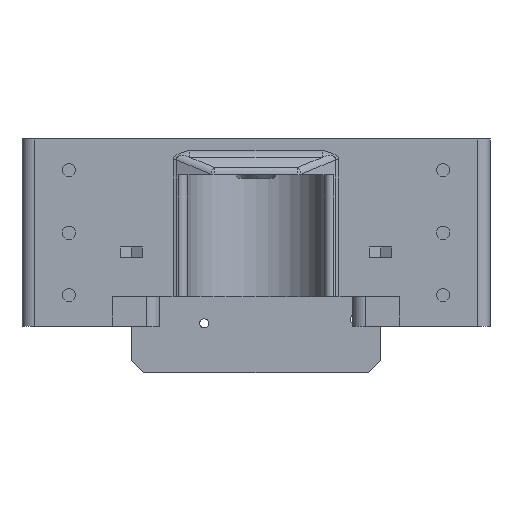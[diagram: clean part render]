
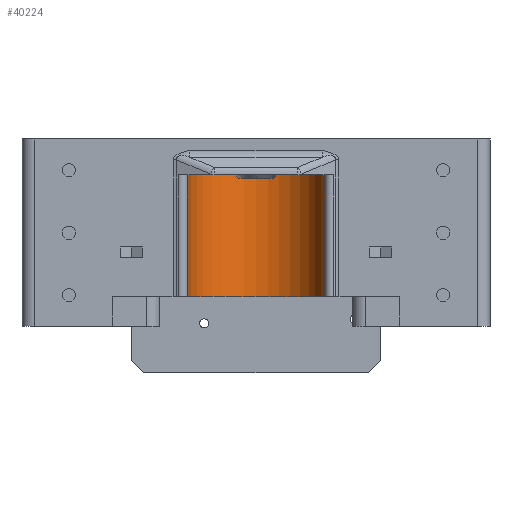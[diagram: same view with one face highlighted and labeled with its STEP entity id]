
A CAD part, front view. The second image highlights one B-rep face of the part: STEP entity #40224.
In plain terms, the highlighted cylindrical face has radius 22 mm (diameter 44 mm), a partial arc.
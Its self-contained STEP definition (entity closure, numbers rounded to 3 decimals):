
#19037 = PLANE('',#19038);
#19038 = AXIS2_PLACEMENT_3D('',#19039,#19040,#19041);
#19039 = CARTESIAN_POINT('',(0.,-59.5,9.5));
#19040 = DIRECTION('',(-0.,-0.,-1.));
#19041 = DIRECTION('',(-1.,0.,0.));
#32646 = VERTEX_POINT('',#32647);
#32647 = CARTESIAN_POINT('',(22.,-60.,9.5));
#32661 = PLANE('',#32662);
#32662 = AXIS2_PLACEMENT_3D('',#32663,#32664,#32665);
#32663 = CARTESIAN_POINT('',(22.,-95.,29.));
#32664 = DIRECTION('',(1.,0.,0.));
#32665 = DIRECTION('',(0.,0.,1.));
#32673 = EDGE_CURVE('',#32646,#32674,#32676,.T.);
#32674 = VERTEX_POINT('',#32675);
#32675 = CARTESIAN_POINT('',(0.,-38.,9.5));
#32676 = SURFACE_CURVE('',#32677,(#32682,#32693),.PCURVE_S1.);
#32677 = CIRCLE('',#32678,22.);
#32678 = AXIS2_PLACEMENT_3D('',#32679,#32680,#32681);
#32679 = CARTESIAN_POINT('',(0.,-60.,9.5));
#32680 = DIRECTION('',(0.,0.,1.));
#32681 = DIRECTION('',(1.,0.,0.));
#32682 = PCURVE('',#19037,#32683);
#32683 = DEFINITIONAL_REPRESENTATION('',(#32684),#32692);
#32684 = ( BOUNDED_CURVE() B_SPLINE_CURVE(2,(#32685,#32686,#32687,#32688
    ,#32689,#32690,#32691),.UNSPECIFIED.,.T.,.F.) 
B_SPLINE_CURVE_WITH_KNOTS((1,2,2,2,2,1),(-2.094,0.,
    2.094,4.189,6.283,8.378),
.UNSPECIFIED.) CURVE() GEOMETRIC_REPRESENTATION_ITEM() 
RATIONAL_B_SPLINE_CURVE((1.,0.5,1.,0.5,1.,0.5,1.)) REPRESENTATION_ITEM(
  '') );
#32685 = CARTESIAN_POINT('',(-22.,-0.5));
#32686 = CARTESIAN_POINT('',(-22.,37.605));
#32687 = CARTESIAN_POINT('',(11.,18.553));
#32688 = CARTESIAN_POINT('',(44.,-0.5));
#32689 = CARTESIAN_POINT('',(11.,-19.553));
#32690 = CARTESIAN_POINT('',(-22.,-38.605));
#32691 = CARTESIAN_POINT('',(-22.,-0.5));
#32692 = ( GEOMETRIC_REPRESENTATION_CONTEXT(2) 
PARAMETRIC_REPRESENTATION_CONTEXT() REPRESENTATION_CONTEXT('2D SPACE',''
  ) );
#32693 = PCURVE('',#32694,#32699);
#32694 = CYLINDRICAL_SURFACE('',#32695,22.);
#32695 = AXIS2_PLACEMENT_3D('',#32696,#32697,#32698);
#32696 = CARTESIAN_POINT('',(0.,-60.,29.));
#32697 = DIRECTION('',(0.,0.,1.));
#32698 = DIRECTION('',(-1.,0.,0.));
#32699 = DEFINITIONAL_REPRESENTATION('',(#32700),#32704);
#32700 = LINE('',#32701,#32702);
#32701 = CARTESIAN_POINT('',(-3.142,-19.5));
#32702 = VECTOR('',#32703,1.);
#32703 = DIRECTION('',(1.,-0.));
#32704 = ( GEOMETRIC_REPRESENTATION_CONTEXT(2) 
PARAMETRIC_REPRESENTATION_CONTEXT() REPRESENTATION_CONTEXT('2D SPACE',''
  ) );
#32706 = EDGE_CURVE('',#32707,#32674,#32709,.T.);
#32707 = VERTEX_POINT('',#32708);
#32708 = CARTESIAN_POINT('',(-22.,-60.,9.5));
#32709 = SURFACE_CURVE('',#32710,(#32715,#32722),.PCURVE_S1.);
#32710 = CIRCLE('',#32711,22.);
#32711 = AXIS2_PLACEMENT_3D('',#32712,#32713,#32714);
#32712 = CARTESIAN_POINT('',(0.,-60.,9.5));
#32713 = DIRECTION('',(0.,0.,-1.));
#32714 = DIRECTION('',(-1.,-0.,-0.));
#32715 = PCURVE('',#19037,#32716);
#32716 = DEFINITIONAL_REPRESENTATION('',(#32717),#32721);
#32717 = CIRCLE('',#32718,22.);
#32718 = AXIS2_PLACEMENT_2D('',#32719,#32720);
#32719 = CARTESIAN_POINT('',(0.,-0.5));
#32720 = DIRECTION('',(1.,0.));
#32721 = ( GEOMETRIC_REPRESENTATION_CONTEXT(2) 
PARAMETRIC_REPRESENTATION_CONTEXT() REPRESENTATION_CONTEXT('2D SPACE',''
  ) );
#32722 = PCURVE('',#32694,#32723);
#32723 = DEFINITIONAL_REPRESENTATION('',(#32724),#32728);
#32724 = LINE('',#32725,#32726);
#32725 = CARTESIAN_POINT('',(-0.,-19.5));
#32726 = VECTOR('',#32727,1.);
#32727 = DIRECTION('',(-1.,0.));
#32728 = ( GEOMETRIC_REPRESENTATION_CONTEXT(2) 
PARAMETRIC_REPRESENTATION_CONTEXT() REPRESENTATION_CONTEXT('2D SPACE',''
  ) );
#32746 = PLANE('',#32747);
#32747 = AXIS2_PLACEMENT_3D('',#32748,#32749,#32750);
#32748 = CARTESIAN_POINT('',(-22.,-95.,29.));
#32749 = DIRECTION('',(-1.,-0.,-0.));
#32750 = DIRECTION('',(0.,0.,-1.));
#40110 = PLANE('',#40111);
#40111 = AXIS2_PLACEMENT_3D('',#40112,#40113,#40114);
#40112 = CARTESIAN_POINT('',(0.,-62.207,48.5));
#40113 = DIRECTION('',(0.,0.,-1.));
#40114 = DIRECTION('',(0.,-1.,0.));
#40180 = VERTEX_POINT('',#40181);
#40181 = CARTESIAN_POINT('',(-22.,-60.,48.5));
#40204 = EDGE_CURVE('',#40180,#32707,#40205,.T.);
#40205 = SURFACE_CURVE('',#40206,(#40210,#40217),.PCURVE_S1.);
#40206 = LINE('',#40207,#40208);
#40207 = CARTESIAN_POINT('',(-22.,-60.,29.));
#40208 = VECTOR('',#40209,1.);
#40209 = DIRECTION('',(0.,0.,-1.));
#40210 = PCURVE('',#32746,#40211);
#40211 = DEFINITIONAL_REPRESENTATION('',(#40212),#40216);
#40212 = LINE('',#40213,#40214);
#40213 = CARTESIAN_POINT('',(-0.,-35.));
#40214 = VECTOR('',#40215,1.);
#40215 = DIRECTION('',(1.,-0.));
#40216 = ( GEOMETRIC_REPRESENTATION_CONTEXT(2) 
PARAMETRIC_REPRESENTATION_CONTEXT() REPRESENTATION_CONTEXT('2D SPACE',''
  ) );
#40217 = PCURVE('',#32694,#40218);
#40218 = DEFINITIONAL_REPRESENTATION('',(#40219),#40223);
#40219 = LINE('',#40220,#40221);
#40220 = CARTESIAN_POINT('',(-0.,0.));
#40221 = VECTOR('',#40222,1.);
#40222 = DIRECTION('',(-0.,-1.));
#40223 = ( GEOMETRIC_REPRESENTATION_CONTEXT(2) 
PARAMETRIC_REPRESENTATION_CONTEXT() REPRESENTATION_CONTEXT('2D SPACE',''
  ) );
#40224 = ADVANCED_FACE('',(#40225),#32694,.F.);
#40225 = FACE_BOUND('',#40226,.T.);
#40226 = EDGE_LOOP('',(#40227,#40257,#40279,#40280,#40281,#40282));
#40227 = ORIENTED_EDGE('',*,*,#40228,.T.);
#40228 = EDGE_CURVE('',#40229,#40231,#40233,.T.);
#40229 = VERTEX_POINT('',#40230);
#40230 = CARTESIAN_POINT('',(22.,-60.,48.5));
#40231 = VERTEX_POINT('',#40232);
#40232 = CARTESIAN_POINT('',(0.,-38.,48.5));
#40233 = SURFACE_CURVE('',#40234,(#40239,#40246),.PCURVE_S1.);
#40234 = CIRCLE('',#40235,22.);
#40235 = AXIS2_PLACEMENT_3D('',#40236,#40237,#40238);
#40236 = CARTESIAN_POINT('',(0.,-60.,48.5));
#40237 = DIRECTION('',(0.,0.,1.));
#40238 = DIRECTION('',(1.,0.,0.));
#40239 = PCURVE('',#32694,#40240);
#40240 = DEFINITIONAL_REPRESENTATION('',(#40241),#40245);
#40241 = LINE('',#40242,#40243);
#40242 = CARTESIAN_POINT('',(-3.142,19.5));
#40243 = VECTOR('',#40244,1.);
#40244 = DIRECTION('',(1.,-0.));
#40245 = ( GEOMETRIC_REPRESENTATION_CONTEXT(2) 
PARAMETRIC_REPRESENTATION_CONTEXT() REPRESENTATION_CONTEXT('2D SPACE',''
  ) );
#40246 = PCURVE('',#40110,#40247);
#40247 = DEFINITIONAL_REPRESENTATION('',(#40248),#40256);
#40248 = ( BOUNDED_CURVE() B_SPLINE_CURVE(2,(#40249,#40250,#40251,#40252
    ,#40253,#40254,#40255),.UNSPECIFIED.,.T.,.F.) 
B_SPLINE_CURVE_WITH_KNOTS((1,2,2,2,2,1),(-2.094,0.,
    2.094,4.189,6.283,8.378),
.UNSPECIFIED.) CURVE() GEOMETRIC_REPRESENTATION_ITEM() 
RATIONAL_B_SPLINE_CURVE((1.,0.5,1.,0.5,1.,0.5,1.)) REPRESENTATION_ITEM(
  '') );
#40249 = CARTESIAN_POINT('',(-2.207,-22.));
#40250 = CARTESIAN_POINT('',(-40.312,-22.));
#40251 = CARTESIAN_POINT('',(-21.26,11.));
#40252 = CARTESIAN_POINT('',(-2.207,44.));
#40253 = CARTESIAN_POINT('',(16.846,11.));
#40254 = CARTESIAN_POINT('',(35.898,-22.));
#40255 = CARTESIAN_POINT('',(-2.207,-22.));
#40256 = ( GEOMETRIC_REPRESENTATION_CONTEXT(2) 
PARAMETRIC_REPRESENTATION_CONTEXT() REPRESENTATION_CONTEXT('2D SPACE',''
  ) );
#40257 = ORIENTED_EDGE('',*,*,#40258,.F.);
#40258 = EDGE_CURVE('',#40180,#40231,#40259,.T.);
#40259 = SURFACE_CURVE('',#40260,(#40265,#40272),.PCURVE_S1.);
#40260 = CIRCLE('',#40261,22.);
#40261 = AXIS2_PLACEMENT_3D('',#40262,#40263,#40264);
#40262 = CARTESIAN_POINT('',(0.,-60.,48.5));
#40263 = DIRECTION('',(0.,0.,-1.));
#40264 = DIRECTION('',(-1.,-0.,-0.));
#40265 = PCURVE('',#32694,#40266);
#40266 = DEFINITIONAL_REPRESENTATION('',(#40267),#40271);
#40267 = LINE('',#40268,#40269);
#40268 = CARTESIAN_POINT('',(-0.,19.5));
#40269 = VECTOR('',#40270,1.);
#40270 = DIRECTION('',(-1.,0.));
#40271 = ( GEOMETRIC_REPRESENTATION_CONTEXT(2) 
PARAMETRIC_REPRESENTATION_CONTEXT() REPRESENTATION_CONTEXT('2D SPACE',''
  ) );
#40272 = PCURVE('',#40110,#40273);
#40273 = DEFINITIONAL_REPRESENTATION('',(#40274),#40278);
#40274 = CIRCLE('',#40275,22.);
#40275 = AXIS2_PLACEMENT_2D('',#40276,#40277);
#40276 = CARTESIAN_POINT('',(-2.207,0.));
#40277 = DIRECTION('',(0.,1.));
#40278 = ( GEOMETRIC_REPRESENTATION_CONTEXT(2) 
PARAMETRIC_REPRESENTATION_CONTEXT() REPRESENTATION_CONTEXT('2D SPACE',''
  ) );
#40279 = ORIENTED_EDGE('',*,*,#40204,.T.);
#40280 = ORIENTED_EDGE('',*,*,#32706,.T.);
#40281 = ORIENTED_EDGE('',*,*,#32673,.F.);
#40282 = ORIENTED_EDGE('',*,*,#40283,.F.);
#40283 = EDGE_CURVE('',#40229,#32646,#40284,.T.);
#40284 = SURFACE_CURVE('',#40285,(#40289,#40296),.PCURVE_S1.);
#40285 = LINE('',#40286,#40287);
#40286 = CARTESIAN_POINT('',(22.,-60.,29.));
#40287 = VECTOR('',#40288,1.);
#40288 = DIRECTION('',(-0.,-0.,-1.));
#40289 = PCURVE('',#32694,#40290);
#40290 = DEFINITIONAL_REPRESENTATION('',(#40291),#40295);
#40291 = LINE('',#40292,#40293);
#40292 = CARTESIAN_POINT('',(-3.142,0.));
#40293 = VECTOR('',#40294,1.);
#40294 = DIRECTION('',(-0.,-1.));
#40295 = ( GEOMETRIC_REPRESENTATION_CONTEXT(2) 
PARAMETRIC_REPRESENTATION_CONTEXT() REPRESENTATION_CONTEXT('2D SPACE',''
  ) );
#40296 = PCURVE('',#32661,#40297);
#40297 = DEFINITIONAL_REPRESENTATION('',(#40298),#40302);
#40298 = LINE('',#40299,#40300);
#40299 = CARTESIAN_POINT('',(0.,-35.));
#40300 = VECTOR('',#40301,1.);
#40301 = DIRECTION('',(-1.,0.));
#40302 = ( GEOMETRIC_REPRESENTATION_CONTEXT(2) 
PARAMETRIC_REPRESENTATION_CONTEXT() REPRESENTATION_CONTEXT('2D SPACE',''
  ) );
